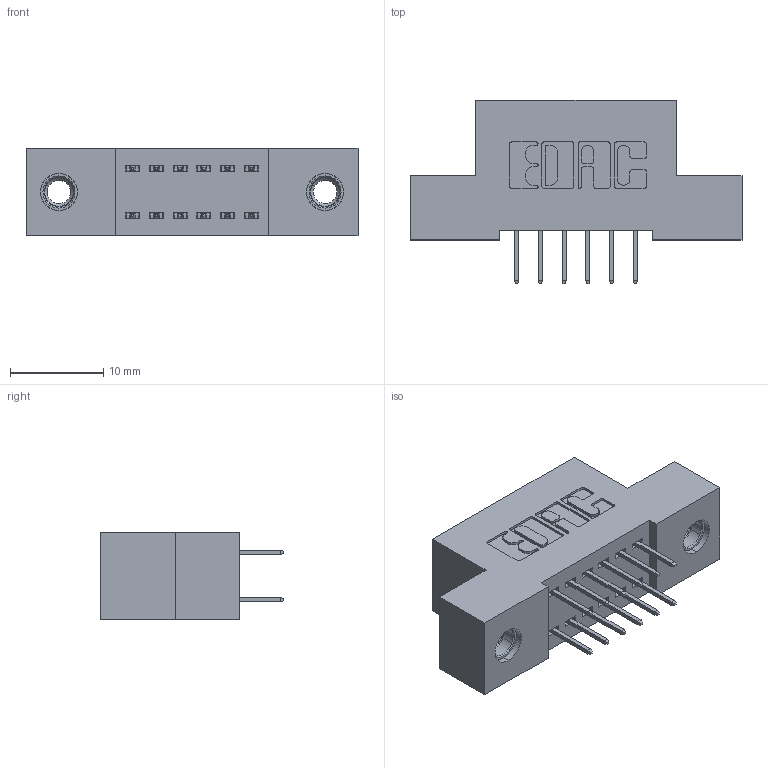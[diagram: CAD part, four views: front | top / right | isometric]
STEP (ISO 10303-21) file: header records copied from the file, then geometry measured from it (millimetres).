
FILE_DESCRIPTION (( 'STEP AP203' ), '1' );
FILE_NAME ('342-012-524-207.STEP', '2019-10-01T15:29:39', ( '' ), ( '' ), 'SwSTEP 2.0', 'SolidWorks 2016', '' );
FILE_SCHEMA (( 'CONFIG_CONTROL_DESIGN' ));
Length unit declared in the file: inch
Products named in the file (4): 342 Part_TI; 345-292-001_345-293-124; 345-250-001_345-250-005-103; 342-012-524-207
Assembly tree (15 placements, depth 2):
  342-012-524-207
    342 Part_TI
    345-292-001_345-293-124  x12
    345-250-001_345-250-005-103  x2
Bounding box: 35.56 x 19.69 x 9.4 mm (x, y, z)
Volume: 2993.8 mm3; surface area: 3964.7 mm2
Topology: 15 solids, 15 shells, 842 faces, 2343 edges, 1506 vertices
Faces by surface type: plane 602, cylinder 224, cone 12, torus 4
Entity records: 9644 total; most frequent: CARTESIAN_POINT 1621, ORIENTED_EDGE 1550, DIRECTION 1481, EDGE_CURVE 775, VECTOR 631, LINE 631, VERTEX_POINT 508, AXIS2_PLACEMENT_3D 425
